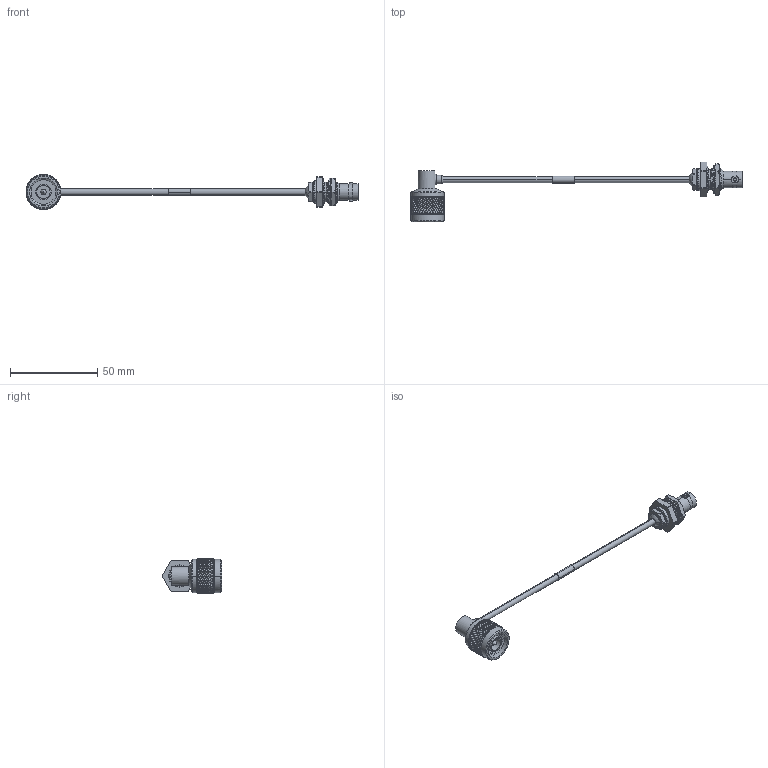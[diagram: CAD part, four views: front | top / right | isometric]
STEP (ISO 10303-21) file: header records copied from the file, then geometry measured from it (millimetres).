
FILE_DESCRIPTION (( 'STEP AP214' ), '1' );
FILE_NAME ('LCCA30440.step', '2020-05-01T20:02:19', ( '' ), ( '' ), 'SwSTEP 2.0', 'SolidWorks 2018', '' );
FILE_SCHEMA (( 'AUTOMOTIVE_DESIGN' ));
Length unit declared in the file: inch
Products named in the file (7): solder plug left^LCCA30440; LCCN3053; 1AW01-003_.152 ID; LCCA30440; solder plug right^LCCA30440; LCCN3065; LC141TB (141 FORMABLE)
Assembly tree (6 placements, depth 2):
  LCCA30440
    LC141TB (141 FORMABLE)
    LCCN3053
    solder plug left^LCCA30440
    1AW01-003_.152 ID
    LCCN3065
    solder plug right^LCCA30440
Bounding box: 190.71 x 34.2 x 20.07 mm (x, y, z)
Volume: 8292.9 mm3; surface area: 9872.2 mm2
Topology: 9 solids, 9 shells, 2578 faces, 5408 edges, 2866 vertices
Faces by surface type: bspline 1670, cylinder 526, cone 288, plane 86, sphere 6, torus 2
Entity records: 102610 total; most frequent: CARTESIAN_POINT 65956, ORIENTED_EDGE 10816, EDGE_CURVE 5408, DIRECTION 3354, VERTEX_POINT 2866, EDGE_LOOP 2608, FACE_OUTER_BOUND 2578, ADVANCED_FACE 2578
